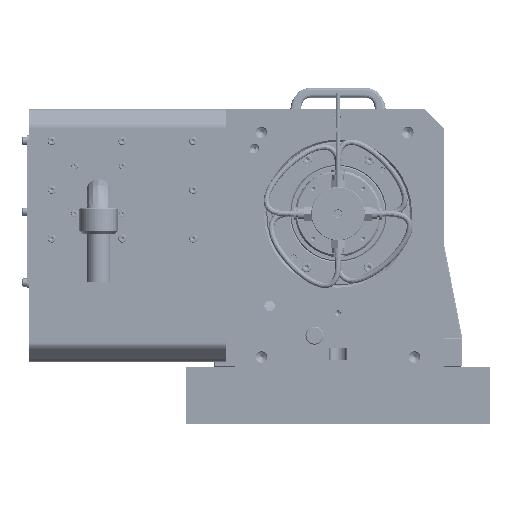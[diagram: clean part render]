
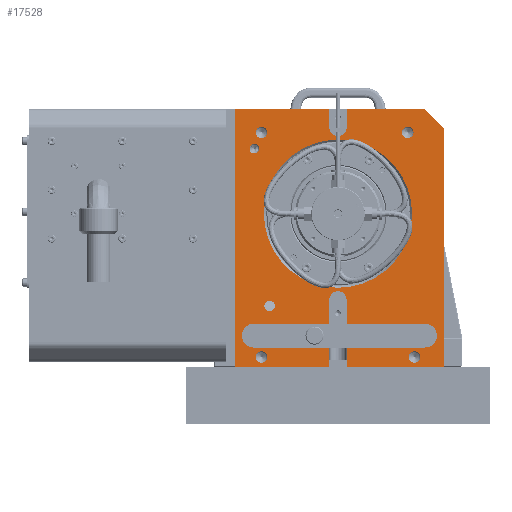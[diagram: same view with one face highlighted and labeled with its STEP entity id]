
A CAD part, left-side view. The second image highlights one B-rep face of the part: STEP entity #17528.
In plain terms, the highlighted planar face has unit normal (-1, 0, 0).
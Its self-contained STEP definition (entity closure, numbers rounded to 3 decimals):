
#6920=FACE_BOUND('',#29672,.T.);
#6921=FACE_BOUND('',#29673,.T.);
#6922=FACE_BOUND('',#29674,.T.);
#6923=FACE_BOUND('',#29675,.T.);
#6924=FACE_BOUND('',#29676,.T.);
#6925=FACE_BOUND('',#29677,.T.);
#6926=FACE_BOUND('',#29678,.T.);
#6927=FACE_BOUND('',#29679,.T.);
#12779=CIRCLE('',#91189,5.5);
#12781=CIRCLE('',#91192,6.);
#12784=CIRCLE('',#91198,6.);
#12787=CIRCLE('',#91204,6.);
#12790=CIRCLE('',#91210,6.);
#12803=CIRCLE('',#91240,9.);
#12804=CIRCLE('',#91244,9.);
#12813=CIRCLE('',#91261,77.5);
#12815=CIRCLE('',#91264,5.);
#12821=CIRCLE('',#91278,12.5);
#12822=CIRCLE('',#91281,12.5);
#17528=ADVANCED_FACE('',(#6920,#6921,#6922,#6923,#6924,#6925,#6926,#6927),
#22465,.F.);
#22465=PLANE('',#91302);
#29672=EDGE_LOOP('',(#50228));
#29673=EDGE_LOOP('',(#50229));
#29674=EDGE_LOOP('',(#50230));
#29675=EDGE_LOOP('',(#50231));
#29676=EDGE_LOOP('',(#50232));
#29677=EDGE_LOOP('',(#50233));
#29678=EDGE_LOOP('',(#50234));
#29679=EDGE_LOOP('',(#50235,#50236,#50237,#50238,#50239,#50240,#50241,#50242,
#50243,#50244,#50245,#50246,#50247,#50248,#50249,#50250,#50251,#50252,#50253,
#50254,#50255));
#37085=LINE('',#138018,#41060);
#37244=LINE('',#140464,#41219);
#37252=LINE('',#140511,#41227);
#37254=LINE('',#140515,#41229);
#37260=LINE('',#140532,#41235);
#37262=LINE('',#140536,#41237);
#37276=LINE('',#140603,#41251);
#37277=LINE('',#140605,#41252);
#37281=LINE('',#140614,#41256);
#37282=LINE('',#140615,#41257);
#37293=LINE('',#140647,#41268);
#37299=LINE('',#140664,#41274);
#37302=LINE('',#140669,#41277);
#37304=LINE('',#140673,#41279);
#37309=LINE('',#140682,#41284);
#37310=LINE('',#140683,#41285);
#37311=LINE('',#140685,#41286);
#41060=VECTOR('',#104609,1.);
#41219=VECTOR('',#106110,1.);
#41227=VECTOR('',#106138,1.);
#41229=VECTOR('',#106142,1.);
#41235=VECTOR('',#106158,1.);
#41237=VECTOR('',#106162,1.);
#41251=VECTOR('',#106232,1.);
#41252=VECTOR('',#106233,1.);
#41256=VECTOR('',#106243,1.);
#41257=VECTOR('',#106244,1.);
#41268=VECTOR('',#106279,1.);
#41274=VECTOR('',#106299,1.);
#41277=VECTOR('',#106302,1.);
#41279=VECTOR('',#106306,1.);
#41284=VECTOR('',#106315,1.);
#41285=VECTOR('',#106316,1.);
#41286=VECTOR('',#106317,1.);
#50228=ORIENTED_EDGE('',*,*,#77568,.F.);
#50229=ORIENTED_EDGE('',*,*,#77570,.T.);
#50230=ORIENTED_EDGE('',*,*,#77573,.T.);
#50231=ORIENTED_EDGE('',*,*,#77576,.T.);
#50232=ORIENTED_EDGE('',*,*,#77579,.T.);
#50233=ORIENTED_EDGE('',*,*,#77637,.T.);
#50234=ORIENTED_EDGE('',*,*,#77635,.T.);
#50235=ORIENTED_EDGE('',*,*,#77018,.F.);
#50236=ORIENTED_EDGE('',*,*,#77658,.T.);
#50237=ORIENTED_EDGE('',*,*,#77656,.T.);
#50238=ORIENTED_EDGE('',*,*,#77653,.T.);
#50239=ORIENTED_EDGE('',*,*,#77620,.F.);
#50240=ORIENTED_EDGE('',*,*,#77613,.F.);
#50241=ORIENTED_EDGE('',*,*,#77622,.F.);
#50242=ORIENTED_EDGE('',*,*,#77652,.T.);
#50243=ORIENTED_EDGE('',*,*,#77661,.T.);
#50244=ORIENTED_EDGE('',*,*,#77659,.T.);
#50245=ORIENTED_EDGE('',*,*,#77597,.F.);
#50246=ORIENTED_EDGE('',*,*,#77694,.T.);
#50247=ORIENTED_EDGE('',*,*,#77689,.F.);
#50248=ORIENTED_EDGE('',*,*,#77675,.T.);
#50249=ORIENTED_EDGE('',*,*,#77684,.F.);
#50250=ORIENTED_EDGE('',*,*,#77612,.F.);
#50251=ORIENTED_EDGE('',*,*,#77606,.F.);
#50252=ORIENTED_EDGE('',*,*,#77610,.F.);
#50253=ORIENTED_EDGE('',*,*,#77687,.F.);
#50254=ORIENTED_EDGE('',*,*,#77695,.T.);
#50255=ORIENTED_EDGE('',*,*,#77696,.T.);
#68103=VERTEX_POINT('',#138012);
#68105=VERTEX_POINT('',#138017);
#68579=VERTEX_POINT('',#140382);
#68581=VERTEX_POINT('',#140387);
#68585=VERTEX_POINT('',#140397);
#68589=VERTEX_POINT('',#140407);
#68593=VERTEX_POINT('',#140417);
#68610=VERTEX_POINT('',#140463);
#68611=VERTEX_POINT('',#140465);
#68619=VERTEX_POINT('',#140504);
#68620=VERTEX_POINT('',#140505);
#68621=VERTEX_POINT('',#140510);
#68622=VERTEX_POINT('',#140514);
#68623=VERTEX_POINT('',#140518);
#68624=VERTEX_POINT('',#140519);
#68629=VERTEX_POINT('',#140533);
#68630=VERTEX_POINT('',#140537);
#68642=VERTEX_POINT('',#140567);
#68644=VERTEX_POINT('',#140572);
#68655=VERTEX_POINT('',#140604);
#68656=VERTEX_POINT('',#140606);
#68657=VERTEX_POINT('',#140611);
#68658=VERTEX_POINT('',#140616);
#68667=VERTEX_POINT('',#140648);
#68668=VERTEX_POINT('',#140649);
#68672=VERTEX_POINT('',#140668);
#68674=VERTEX_POINT('',#140674);
#68676=VERTEX_POINT('',#140684);
#77018=EDGE_CURVE('',#68105,#68103,#37085,.T.);
#77568=EDGE_CURVE('',#68579,#68579,#12779,.T.);
#77570=EDGE_CURVE('',#68581,#68581,#12781,.T.);
#77573=EDGE_CURVE('',#68585,#68585,#12784,.T.);
#77576=EDGE_CURVE('',#68589,#68589,#12787,.T.);
#77579=EDGE_CURVE('',#68593,#68593,#12790,.T.);
#77597=EDGE_CURVE('',#68610,#68611,#37244,.T.);
#77606=EDGE_CURVE('',#68619,#68620,#12803,.T.);
#77610=EDGE_CURVE('',#68621,#68619,#37252,.T.);
#77612=EDGE_CURVE('',#68620,#68622,#37254,.T.);
#77613=EDGE_CURVE('',#68623,#68624,#12804,.T.);
#77620=EDGE_CURVE('',#68624,#68629,#37260,.T.);
#77622=EDGE_CURVE('',#68630,#68623,#37262,.T.);
#77635=EDGE_CURVE('',#68642,#68642,#12813,.T.);
#77637=EDGE_CURVE('',#68644,#68644,#12815,.T.);
#77652=EDGE_CURVE('',#68630,#68655,#37276,.T.);
#77653=EDGE_CURVE('',#68656,#68629,#37277,.T.);
#77656=EDGE_CURVE('',#68657,#68656,#12821,.T.);
#77658=EDGE_CURVE('',#68105,#68657,#37281,.T.);
#77659=EDGE_CURVE('',#68658,#68611,#37282,.T.);
#77661=EDGE_CURVE('',#68655,#68658,#12822,.T.);
#77675=EDGE_CURVE('',#68667,#68668,#37293,.T.);
#77684=EDGE_CURVE('',#68622,#68668,#37299,.T.);
#77687=EDGE_CURVE('',#68672,#68621,#37302,.T.);
#77689=EDGE_CURVE('',#68667,#68674,#37304,.T.);
#77694=EDGE_CURVE('',#68610,#68674,#37309,.T.);
#77695=EDGE_CURVE('',#68672,#68676,#37310,.T.);
#77696=EDGE_CURVE('',#68676,#68103,#37311,.T.);
#91189=AXIS2_PLACEMENT_3D('',#140381,#106016,#106017);
#91192=AXIS2_PLACEMENT_3D('',#140386,#106022,#106023);
#91198=AXIS2_PLACEMENT_3D('',#140396,#106034,#106035);
#91204=AXIS2_PLACEMENT_3D('',#140406,#106046,#106047);
#91210=AXIS2_PLACEMENT_3D('',#140416,#106058,#106059);
#91240=AXIS2_PLACEMENT_3D('',#140503,#106131,#106132);
#91244=AXIS2_PLACEMENT_3D('',#140517,#106145,#106146);
#91261=AXIS2_PLACEMENT_3D('',#140566,#106192,#106193);
#91264=AXIS2_PLACEMENT_3D('',#140571,#106198,#106199);
#91278=AXIS2_PLACEMENT_3D('',#140610,#106238,#106239);
#91281=AXIS2_PLACEMENT_3D('',#140619,#106248,#106249);
#91302=AXIS2_PLACEMENT_3D('',#140686,#106318,#106319);
#104609=DIRECTION('',(0.,0.,-1.));
#106016=DIRECTION('',(-1.,0.,0.));
#106017=DIRECTION('',(0.,-1.,0.));
#106022=DIRECTION('',(1.,0.,0.));
#106023=DIRECTION('',(0.,1.,0.));
#106034=DIRECTION('',(1.,0.,0.));
#106035=DIRECTION('',(0.,1.,0.));
#106046=DIRECTION('',(1.,0.,0.));
#106047=DIRECTION('',(0.,1.,0.));
#106058=DIRECTION('',(1.,0.,0.));
#106059=DIRECTION('',(0.,1.,0.));
#106110=DIRECTION('',(0.,0.,1.));
#106131=DIRECTION('',(-1.,0.,0.));
#106132=DIRECTION('',(0.,-1.,0.));
#106138=DIRECTION('',(0.,0.,-1.));
#106142=DIRECTION('',(0.,0.,1.));
#106145=DIRECTION('',(-1.,0.,0.));
#106146=DIRECTION('',(0.,-1.,0.));
#106158=DIRECTION('',(0.,0.,-1.));
#106162=DIRECTION('',(0.,0.,1.));
#106192=DIRECTION('',(1.,0.,0.));
#106193=DIRECTION('',(0.,1.,0.));
#106198=DIRECTION('',(1.,0.,0.));
#106199=DIRECTION('',(0.,1.,0.));
#106232=DIRECTION('',(0.,-1.,0.));
#106233=DIRECTION('',(0.,-1.,0.));
#106238=DIRECTION('',(1.,0.,0.));
#106239=DIRECTION('',(0.,1.,0.));
#106243=DIRECTION('',(0.,1.,0.));
#106244=DIRECTION('',(0.,1.,0.));
#106248=DIRECTION('',(1.,0.,0.));
#106249=DIRECTION('',(0.,1.,0.));
#106279=DIRECTION('',(0.,0.707,0.707));
#106299=DIRECTION('',(0.,-1.,0.));
#106302=DIRECTION('',(0.,-1.,0.));
#106306=DIRECTION('',(0.,0.,-1.));
#106315=DIRECTION('',(0.,-1.,0.));
#106316=DIRECTION('',(0.,0.,-1.));
#106317=DIRECTION('',(0.,-1.,0.));
#106318=DIRECTION('',(1.,0.,0.));
#106319=DIRECTION('',(0.,1.,0.));
#138012=CARTESIAN_POINT('',(0.,119.5,0.));
#138017=CARTESIAN_POINT('',(0.,119.5,20.));
#138018=CARTESIAN_POINT('',(0.,119.5,270.));
#140381=CARTESIAN_POINT('',(0.,182.,63.5));
#140382=CARTESIAN_POINT('',(0.,176.5,63.5));
#140386=CARTESIAN_POINT('',(0.,190.5,245.));
#140387=CARTESIAN_POINT('',(0.,196.5,245.));
#140396=CARTESIAN_POINT('',(0.,190.5,10.));
#140397=CARTESIAN_POINT('',(0.,196.5,10.));
#140406=CARTESIAN_POINT('',(0.,37.5,245.));
#140407=CARTESIAN_POINT('',(0.,43.5,245.));
#140416=CARTESIAN_POINT('',(0.,30.5,10.));
#140417=CARTESIAN_POINT('',(0.,36.5,10.));
#140463=CARTESIAN_POINT('',(0.,101.5,0.));
#140464=CARTESIAN_POINT('',(0.,101.5,270.));
#140465=CARTESIAN_POINT('',(0.,101.5,20.));
#140503=CARTESIAN_POINT('',(0.,110.5,250.));
#140504=CARTESIAN_POINT('',(0.,119.5,250.));
#140505=CARTESIAN_POINT('',(0.,101.5,250.));
#140510=CARTESIAN_POINT('',(0.,119.5,270.));
#140511=CARTESIAN_POINT('',(0.,119.5,290.));
#140514=CARTESIAN_POINT('',(0.,101.5,270.));
#140515=CARTESIAN_POINT('',(0.,101.5,250.));
#140517=CARTESIAN_POINT('',(0.,110.5,70.));
#140518=CARTESIAN_POINT('',(0.,101.5,70.));
#140519=CARTESIAN_POINT('',(0.,119.5,70.));
#140532=CARTESIAN_POINT('',(0.,119.5,70.));
#140533=CARTESIAN_POINT('',(0.,119.5,45.));
#140536=CARTESIAN_POINT('',(0.,101.5,34.));
#140537=CARTESIAN_POINT('',(0.,101.5,45.));
#140566=CARTESIAN_POINT('',(0.,110.5,160.));
#140567=CARTESIAN_POINT('',(0.,188.,160.));
#140571=CARTESIAN_POINT('',(0.,198.,228.));
#140572=CARTESIAN_POINT('',(0.,203.,228.));
#140603=CARTESIAN_POINT('',(0.,198.5,45.));
#140604=CARTESIAN_POINT('',(0.,19.5,45.));
#140605=CARTESIAN_POINT('',(0.,198.5,45.));
#140606=CARTESIAN_POINT('',(0.,198.5,45.));
#140610=CARTESIAN_POINT('',(0.,198.5,32.5));
#140611=CARTESIAN_POINT('',(0.,198.5,20.));
#140614=CARTESIAN_POINT('',(0.,19.5,20.));
#140615=CARTESIAN_POINT('',(0.,19.5,20.));
#140616=CARTESIAN_POINT('',(0.,19.5,20.));
#140619=CARTESIAN_POINT('',(0.,19.5,32.5));
#140647=CARTESIAN_POINT('',(0.,20.,270.));
#140648=CARTESIAN_POINT('',(0.,0.,
250.));
#140649=CARTESIAN_POINT('',(0.,20.,270.));
#140664=CARTESIAN_POINT('',(0.,218.,270.));
#140668=CARTESIAN_POINT('',(0.,218.,270.));
#140669=CARTESIAN_POINT('',(0.,218.,270.));
#140673=CARTESIAN_POINT('',(0.,0.,270.));
#140674=CARTESIAN_POINT('',(0.,0.,0.));
#140682=CARTESIAN_POINT('',(0.,218.,0.));
#140683=CARTESIAN_POINT('',(0.,218.,270.));
#140684=CARTESIAN_POINT('',(0.,218.,0.));
#140685=CARTESIAN_POINT('',(0.,218.,0.));
#140686=CARTESIAN_POINT('',(0.,218.,270.));
